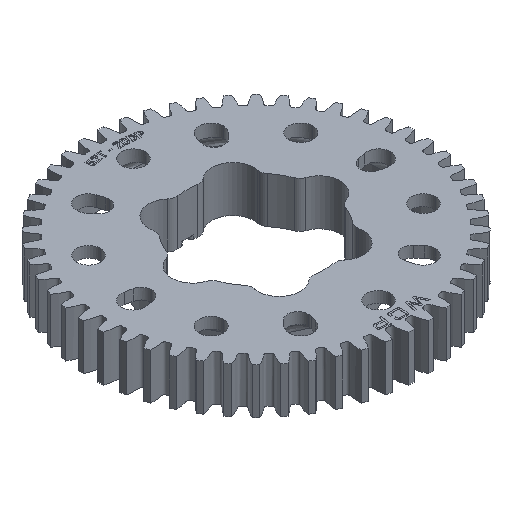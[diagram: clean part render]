
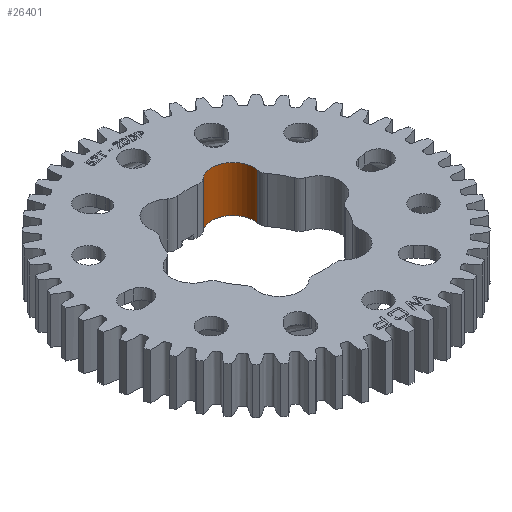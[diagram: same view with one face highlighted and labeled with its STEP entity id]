
A CAD part, isometric view. The second image highlights one B-rep face of the part: STEP entity #26401.
In plain terms, the highlighted cylindrical face has radius 4.366 mm (diameter 8.731 mm), a partial arc.
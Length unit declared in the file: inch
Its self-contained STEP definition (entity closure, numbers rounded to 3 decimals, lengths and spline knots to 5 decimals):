
#583 = CARTESIAN_POINT ( 'NONE',  ( 0.25781, 0.44654, 0.25 ) ) ;
#818 = DIRECTION ( 'NONE',  ( 0., 0., -1. ) ) ;
#868 = DIRECTION ( 'NONE',  ( -1., 0., 0. ) ) ;
#1886 = AXIS2_PLACEMENT_3D ( 'NONE', #21708, #2007, #24004 ) ;
#1900 = AXIS2_PLACEMENT_3D ( 'NONE', #18595, #26790, #7535 ) ;
#2007 = DIRECTION ( 'NONE',  ( 0., 0., -1. ) ) ;
#3963 = CARTESIAN_POINT ( 'NONE',  ( 0.42635, 0.41286, 0.25 ) ) ;
#5583 = EDGE_CURVE ( 'NONE', #24639, #24850, #8575, .T. ) ;
#6581 = EDGE_CURVE ( 'NONE', #15638, #16727, #20512, .T. ) ;
#7141 = ORIENTED_EDGE ( 'NONE', *, *, #10863, .T. ) ;
#7535 = DIRECTION ( 'NONE',  ( -1., 0., 0. ) ) ;
#7568 = ORIENTED_EDGE ( 'NONE', *, *, #5583, .F. ) ;
#7769 = FACE_OUTER_BOUND ( 'NONE', #23913, .T. ) ;
#7830 = VECTOR ( 'NONE', #17343, 39.37008 ) ;
#8575 = LINE ( 'NONE', #3963, #7830 ) ;
#9235 = CIRCLE ( 'NONE', #1886, 0.17188 ) ;
#10863 = EDGE_CURVE ( 'NONE', #16727, #24850, #9235, .T. ) ;
#11088 = VECTOR ( 'NONE', #818, 39.37008 ) ;
#11704 = EDGE_CURVE ( 'NONE', #24639, #15638, #19366, .T. ) ;
#13048 = AXIS2_PLACEMENT_3D ( 'NONE', #583, #26888, #868 ) ;
#14126 = CARTESIAN_POINT ( 'NONE',  ( 0.42635, 0.41286, -0.1875 ) ) ;
#14186 = CARTESIAN_POINT ( 'NONE',  ( 0.14437, 0.57566, 0.25 ) ) ;
#15638 = VERTEX_POINT ( 'NONE', #15639 ) ;
#15639 = CARTESIAN_POINT ( 'NONE',  ( 0.14437, 0.57566, 0.1875 ) ) ;
#16129 = ORIENTED_EDGE ( 'NONE', *, *, #6581, .T. ) ;
#16727 = VERTEX_POINT ( 'NONE', #23272 ) ;
#17343 = DIRECTION ( 'NONE',  ( 0., 0., -1. ) ) ;
#18595 = CARTESIAN_POINT ( 'NONE',  ( 0.25781, 0.44654, 0.1875 ) ) ;
#19366 = CIRCLE ( 'NONE', #1900, 0.17188 ) ;
#20512 = LINE ( 'NONE', #14186, #11088 ) ;
#21542 = CARTESIAN_POINT ( 'NONE',  ( 0.42635, 0.41286, 0.1875 ) ) ;
#21708 = CARTESIAN_POINT ( 'NONE',  ( 0.25781, 0.44654, -0.1875 ) ) ;
#23272 = CARTESIAN_POINT ( 'NONE',  ( 0.14437, 0.57566, -0.1875 ) ) ;
#23913 = EDGE_LOOP ( 'NONE', ( #7568, #28448, #16129, #7141 ) ) ;
#24004 = DIRECTION ( 'NONE',  ( 1., 0., 0. ) ) ;
#24591 = CYLINDRICAL_SURFACE ( 'NONE', #13048, 0.17188 ) ;
#24639 = VERTEX_POINT ( 'NONE', #21542 ) ;
#24850 = VERTEX_POINT ( 'NONE', #14126 ) ;
#26401 = ADVANCED_FACE ( 'NONE', ( #7769 ), #24591, .F. ) ;
#26790 = DIRECTION ( 'NONE',  ( 0., 0., 1. ) ) ;
#26888 = DIRECTION ( 'NONE',  ( 0., 0., -1. ) ) ;
#28448 = ORIENTED_EDGE ( 'NONE', *, *, #11704, .T. ) ;
